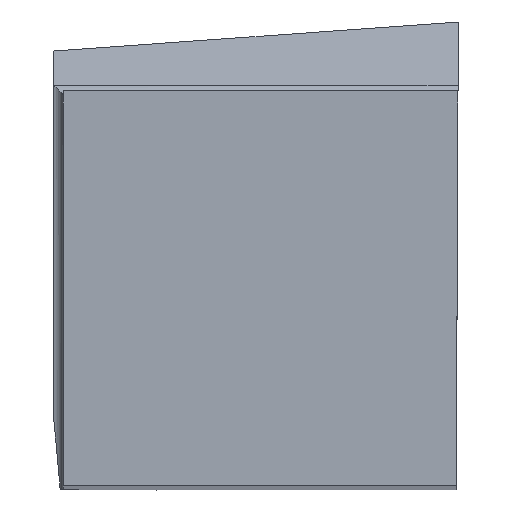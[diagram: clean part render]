
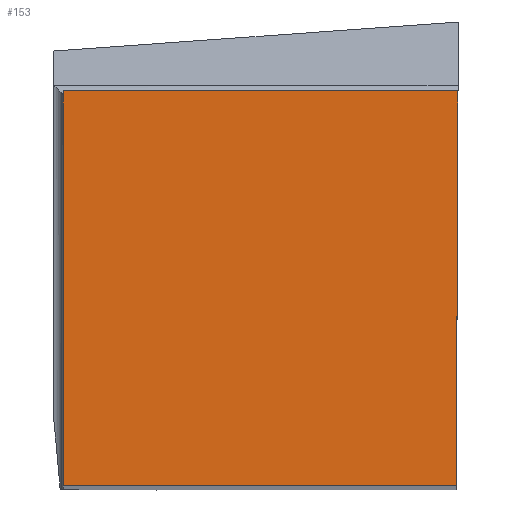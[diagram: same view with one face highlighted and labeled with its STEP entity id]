
A CAD part, top view. The second image highlights one B-rep face of the part: STEP entity #153.
In plain terms, the highlighted planar face has unit normal (0, 0, 1).
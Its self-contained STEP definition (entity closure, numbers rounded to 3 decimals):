
#122=FACE_OUTER_BOUND('',#337,.T.);
#153=ADVANCED_FACE('SHANK_FACE_BACK',(#122),#181,.F.);
#181=PLANE('',#771);
#215=LINE('',#1162,#273);
#223=LINE('',#1182,#281);
#235=LINE('',#1212,#293);
#236=LINE('',#1214,#294);
#273=VECTOR('',#877,1.);
#281=VECTOR('',#891,1.);
#293=VECTOR('',#919,1.);
#294=VECTOR('',#920,1.);
#337=EDGE_LOOP('',(#450,#451,#452,#453));
#450=ORIENTED_EDGE('',*,*,#632,.F.);
#451=ORIENTED_EDGE('',*,*,#606,.T.);
#452=ORIENTED_EDGE('',*,*,#616,.T.);
#453=ORIENTED_EDGE('',*,*,#633,.F.);
#542=VERTEX_POINT('',#1161);
#543=VERTEX_POINT('',#1163);
#551=VERTEX_POINT('',#1181);
#562=VERTEX_POINT('',#1213);
#606=EDGE_CURVE('',#543,#542,#215,.T.);
#616=EDGE_CURVE('',#542,#551,#223,.T.);
#632=EDGE_CURVE('',#543,#562,#235,.T.);
#633=EDGE_CURVE('',#562,#551,#236,.T.);
#771=AXIS2_PLACEMENT_3D('',#1215,#921,#922);
#877=DIRECTION('',(1.,0.,0.));
#891=DIRECTION('',(0.004,1.,0.));
#919=DIRECTION('',(0.,1.,0.));
#920=DIRECTION('',(1.,0.,0.));
#921=DIRECTION('',(0.,0.,-1.));
#922=DIRECTION('',(-0.997,-0.074,0.));
#1161=CARTESIAN_POINT('',(-0.218,0.,0.));
#1162=CARTESIAN_POINT('',(-57.81,0.,0.));
#1163=CARTESIAN_POINT('',(-49.85,0.,0.));
#1181=CARTESIAN_POINT('',(0.,49.85,0.));
#1182=CARTESIAN_POINT('',(-1.401,-271.333,0.));
#1212=CARTESIAN_POINT('',(-49.85,-7.993,0.));
#1213=CARTESIAN_POINT('',(-49.85,49.85,0.));
#1214=CARTESIAN_POINT('',(-57.81,49.85,0.));
#1215=CARTESIAN_POINT('',(0.,0.,
0.));
